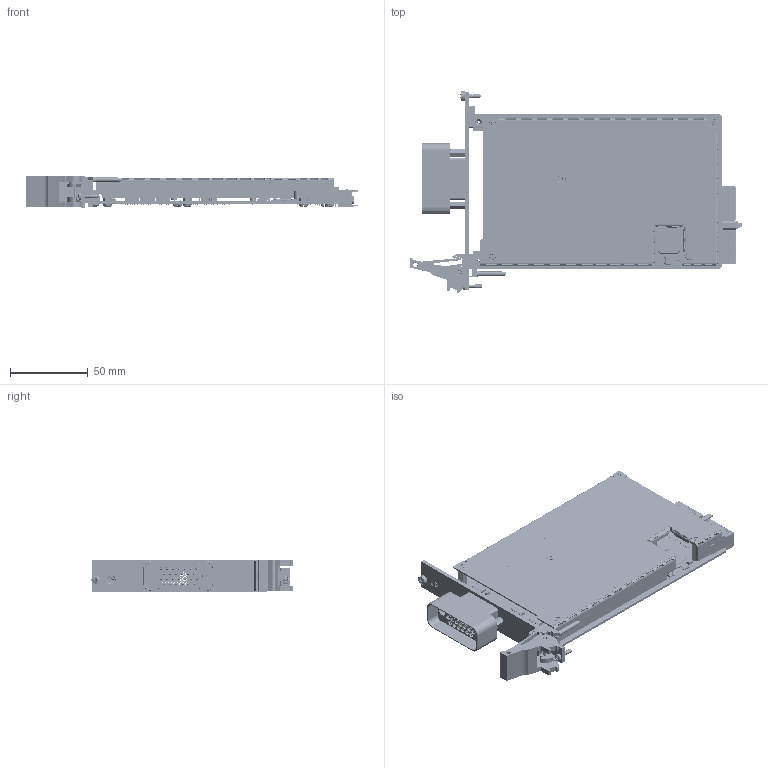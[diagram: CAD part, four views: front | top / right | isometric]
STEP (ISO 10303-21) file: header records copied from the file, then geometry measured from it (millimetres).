
FILE_DESCRIPTION (( 'STEP AP214' ), '1' );
FILE_NAME ('40-727-512 PXI 16x4 RF Matrix 50 Ohm Multiway.STEP', '2013-09-05T08:44:49', ( 'admin' ), ( '' ), 'SwSTEP 2.0', 'SolidWorks 2012', '' );
FILE_SCHEMA (( 'AUTOMOTIVE_DESIGN' ));
Length unit declared in the file: millimetre
Products named in the file (1): 40-727-512 PXI 16x4 RF Matrix 50 Ohm Multiway
Bounding box: 214.01 x 129.67 x 20 mm (x, y, z)
Surface area: 122789.7 mm2 (no closed solid volume)
Topology: 0 solids, 1174 shells, 4625 faces, 15415 edges, 11628 vertices
Faces by surface type: plane 2679, cylinder 1734, bspline 103, torus 56, cone 48, sphere 5
Full cylindrical faces by diameter (mm): 0.5 x630, 0.6 x110, 0.8 x6, 0.899 x73, 0.902 x1, 0.903 x12, 0.905 x13, 0.937 x19, 0.948 x63, 0.984 x17, 0.996 x4, 1.016 x151, 1.04 x2, 1.047 x182, 1.3 x20, 1.496 x2, 1.501 x7, 1.524 x6, 1.8 x10, 2 x5, 2.05 x1, 2.26 x26, 2.5 x3, 2.7 x1, 2.8 x1, 3 x3, 3.12 x52, 3.4 x1, 3.665 x1, 3.8 x4
Entity records: 220038 total; most frequent: CARTESIAN_POINT 44148, DIRECTION 25517, ORIENTED_EDGE 19303, EDGE_CURVE 13148, VERTEX_POINT 10871, AXIS2_PLACEMENT_3D 8844, EDGE_LOOP 7958, VECTOR 7829
